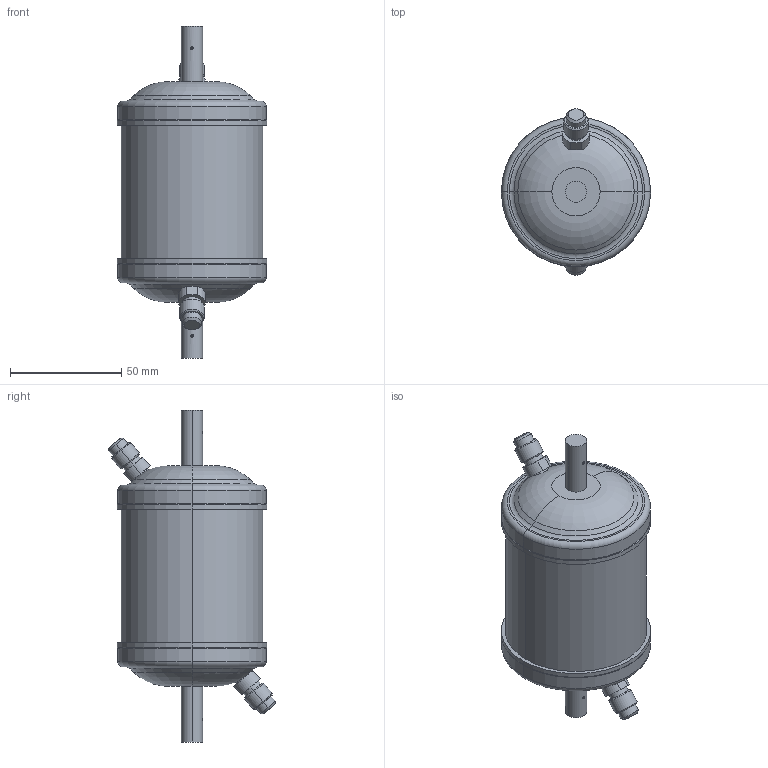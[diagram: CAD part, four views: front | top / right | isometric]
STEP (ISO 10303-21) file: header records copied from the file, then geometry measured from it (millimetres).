
FILE_DESCRIPTION (( 'STEP AP203' ), '1' );
FILE_NAME ('023Z1003R - DAS 082sVV.STEP', '2023-06-09T06:06:42', ( '' ), ( '' ), 'SwSTEP 2.0', 'SolidWorks 2020', '' );
FILE_SCHEMA (( 'CONFIG_CONTROL_DESIGN' ));
Length unit declared in the file: millimetre
Products named in the file (1): 023Z1003R - DAS 082sVV
Bounding box: 67 x 74.7 x 149 mm (x, y, z)
Volume: 301975.3 mm3; surface area: 27554.1 mm2
Topology: 1 solids, 1 shells, 94 faces, 192 edges, 118 vertices
Faces by surface type: cylinder 36, plane 22, cone 16, torus 16, sphere 4
Entity records: 2721 total; most frequent: CARTESIAN_POINT 569, DIRECTION 494, ORIENTED_EDGE 384, AXIS2_PLACEMENT_3D 215, EDGE_CURVE 192, CIRCLE 120, VERTEX_POINT 118, EDGE_LOOP 112
